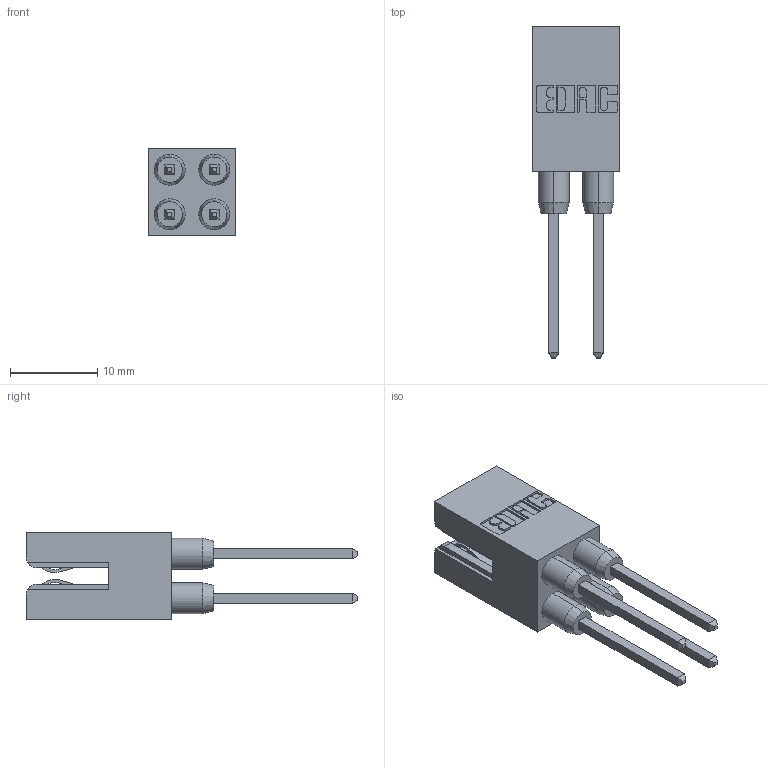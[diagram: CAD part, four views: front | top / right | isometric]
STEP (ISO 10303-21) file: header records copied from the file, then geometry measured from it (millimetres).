
FILE_DESCRIPTION (( 'STEP AP214' ), '1' );
FILE_NAME ('243-004-542-201.STEP', '2020-08-12T19:44:45', ( '' ), ( '' ), 'SwSTEP 2.0', 'SolidWorks 2020', '' );
FILE_SCHEMA (( 'AUTOMOTIVE_DESIGN' ));
Length unit declared in the file: inch
Products named in the file (1): 243-004-542-201
Bounding box: 9.96 x 37.95 x 9.96 mm (x, y, z)
Volume: 1650.6 mm3; surface area: 1757.6 mm2
Topology: 1 solids, 1 shells, 223 faces, 593 edges, 382 vertices
Faces by surface type: plane 149, cylinder 66, cone 8
Entity records: 9830 total; most frequent: CARTESIAN_POINT 1199, DIRECTION 1189, ORIENTED_EDGE 1186, EDGE_CURVE 593, LINE 445, VECTOR 445, VERTEX_POINT 382, AXIS2_PLACEMENT_3D 372
